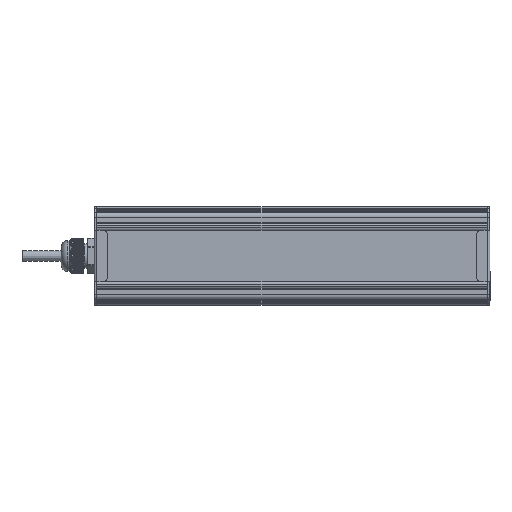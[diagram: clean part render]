
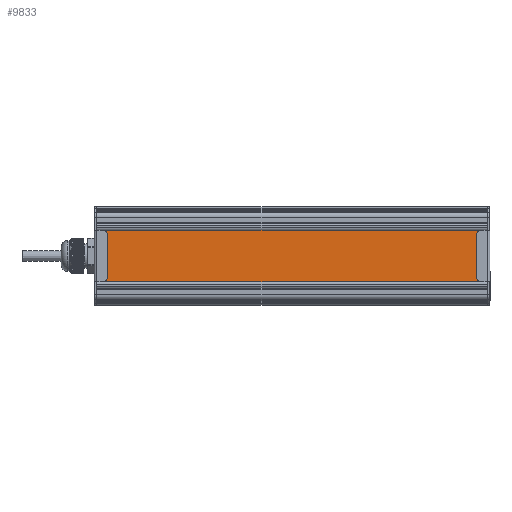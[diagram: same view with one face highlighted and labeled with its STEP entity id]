
A CAD part, front view. The second image highlights one B-rep face of the part: STEP entity #9833.
In plain terms, the highlighted planar face has unit normal (0, -1, 0).
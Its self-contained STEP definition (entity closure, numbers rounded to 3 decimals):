
#9833=ADVANCED_FACE('',(#20870),#20872,.F.);
#20870=FACE_BOUND('',#20871,.T.);
#20871=EDGE_LOOP('',(#45229,#45230,#45231,#45232));
#20872=PLANE('',#20873);
#20873=AXIS2_PLACEMENT_3D('',#20874,#20875,#20876);
#20874=CARTESIAN_POINT('',(0.,0.,0.));
#20875=DIRECTION('',(0.,1.,0.));
#20876=DIRECTION('',(0.,0.,-1.));
#45229=ORIENTED_EDGE('',*,*,#49411,.F.);
#45230=ORIENTED_EDGE('',*,*,#49408,.F.);
#45231=ORIENTED_EDGE('',*,*,#49405,.F.);
#45232=ORIENTED_EDGE('',*,*,#49401,.F.);
#49401=EDGE_CURVE('',#55415,#55416,#55417,.T.);
#49405=EDGE_CURVE('',#55416,#55423,#55424,.T.);
#49408=EDGE_CURVE('',#55423,#55428,#55429,.T.);
#49411=EDGE_CURVE('',#55428,#55415,#55433,.T.);
#55415=VERTEX_POINT('',#75395);
#55416=VERTEX_POINT('',#75396);
#55417=LINE('',#75397,#75398);
#55423=VERTEX_POINT('',#75411);
#55424=LINE('',#75412,#75413);
#55428=VERTEX_POINT('',#75422);
#55429=LINE('',#75423,#75424);
#55433=LINE('',#75433,#75434);
#75395=CARTESIAN_POINT('',(-57.103,0.,34.066));
#75396=CARTESIAN_POINT('',(240.897,0.,34.066));
#75397=CARTESIAN_POINT('',(-57.103,0.,34.066));
#75398=VECTOR('',#75399,1.);
#75399=DIRECTION('',(1.,0.,0.));
#75411=CARTESIAN_POINT('',(240.897,0.,-17.344));
#75412=CARTESIAN_POINT('',(240.897,0.,34.066));
#75413=VECTOR('',#75414,1.);
#75414=DIRECTION('',(0.,0.,-1.));
#75422=CARTESIAN_POINT('',(-57.103,0.,-17.344));
#75423=CARTESIAN_POINT('',(240.897,0.,-17.344));
#75424=VECTOR('',#75425,1.);
#75425=DIRECTION('',(-1.,0.,0.));
#75433=CARTESIAN_POINT('',(-57.103,0.,-17.344));
#75434=VECTOR('',#75435,1.);
#75435=DIRECTION('',(0.,0.,1.));
